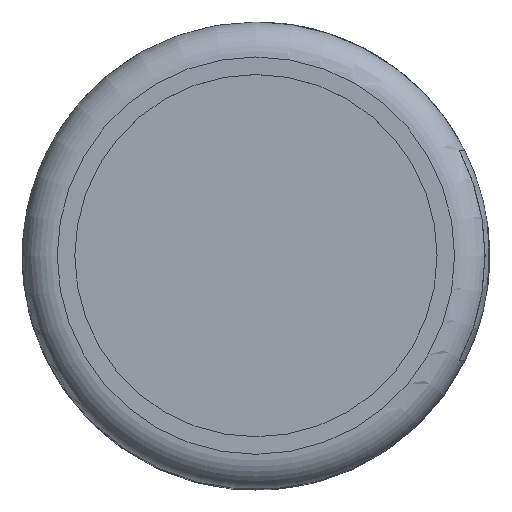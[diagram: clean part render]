
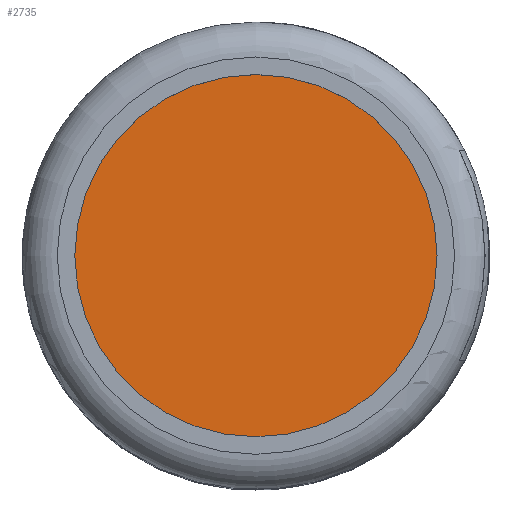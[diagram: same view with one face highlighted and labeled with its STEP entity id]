
A CAD part, top view. The second image highlights one B-rep face of the part: STEP entity #2735.
In plain terms, the highlighted planar face has unit normal (0, 0, 1).
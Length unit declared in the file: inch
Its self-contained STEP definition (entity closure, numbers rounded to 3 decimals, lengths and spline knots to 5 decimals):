
#191=PLANE('',#2910);
#346=FACE_OUTER_BOUND('',#521,.T.);
#521=EDGE_LOOP('',(#2552));
#768=CIRCLE('',#2908,0.155);
#1352=VERTEX_POINT('',#6376);
#1753=EDGE_CURVE('',#1352,#1352,#768,.T.);
#2552=ORIENTED_EDGE('',*,*,#1753,.F.);
#2735=ADVANCED_FACE('',(#346),#191,.T.);
#2908=AXIS2_PLACEMENT_3D('',#6377,#3408,#3409);
#2910=AXIS2_PLACEMENT_3D('',#6380,#3412,#3413);
#3408=DIRECTION('center_axis',(0.,0.,-1.));
#3409=DIRECTION('ref_axis',(-1.,0.,0.));
#3412=DIRECTION('center_axis',(0.,0.,1.));
#3413=DIRECTION('ref_axis',(1.,0.,0.));
#6376=CARTESIAN_POINT('',(0.155,0.,0.485));
#6377=CARTESIAN_POINT('Origin',(0.,0.,0.485));
#6380=CARTESIAN_POINT('Origin',(0.,0.,
0.485));
